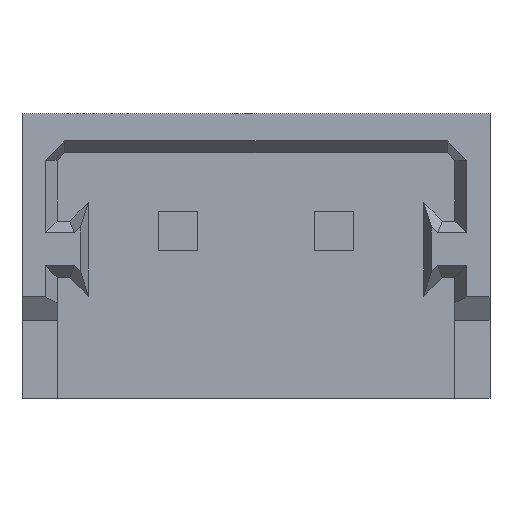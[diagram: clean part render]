
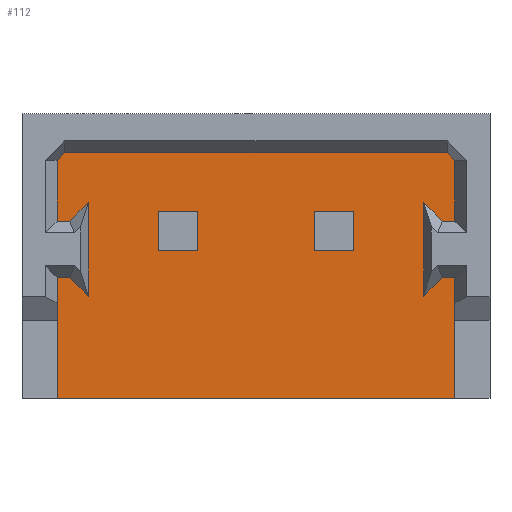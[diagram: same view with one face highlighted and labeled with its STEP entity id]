
A CAD part, front view. The second image highlights one B-rep face of the part: STEP entity #112.
In plain terms, the highlighted planar face has unit normal (0, -1, 0).
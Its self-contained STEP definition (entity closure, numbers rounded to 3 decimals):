
#112=ADVANCED_FACE('',(#272,#273,#274),#191,.T.);
#191=PLANE('',#1479);
#272=FACE_BOUND('',#278,.T.);
#273=FACE_BOUND('',#279,.T.);
#274=FACE_BOUND('',#280,.T.);
#278=EDGE_LOOP('',(#374,#375,#376,#377,#378,#379,#380,#381,#382,#383,#384,
#385,#386,#387,#388,#389,#390,#391,#392,#393));
#279=EDGE_LOOP('',(#394,#395,#396,#397));
#280=EDGE_LOOP('',(#398,#399,#400,#401));
#374=ORIENTED_EDGE('',*,*,#896,.F.);
#375=ORIENTED_EDGE('',*,*,#897,.T.);
#376=ORIENTED_EDGE('',*,*,#898,.F.);
#377=ORIENTED_EDGE('',*,*,#899,.F.);
#378=ORIENTED_EDGE('',*,*,#900,.F.);
#379=ORIENTED_EDGE('',*,*,#901,.T.);
#380=ORIENTED_EDGE('',*,*,#902,.F.);
#381=ORIENTED_EDGE('',*,*,#903,.F.);
#382=ORIENTED_EDGE('',*,*,#904,.F.);
#383=ORIENTED_EDGE('',*,*,#905,.F.);
#384=ORIENTED_EDGE('',*,*,#906,.F.);
#385=ORIENTED_EDGE('',*,*,#907,.F.);
#386=ORIENTED_EDGE('',*,*,#908,.F.);
#387=ORIENTED_EDGE('',*,*,#909,.T.);
#388=ORIENTED_EDGE('',*,*,#910,.F.);
#389=ORIENTED_EDGE('',*,*,#911,.F.);
#390=ORIENTED_EDGE('',*,*,#912,.F.);
#391=ORIENTED_EDGE('',*,*,#913,.F.);
#392=ORIENTED_EDGE('',*,*,#914,.F.);
#393=ORIENTED_EDGE('',*,*,#915,.F.);
#394=ORIENTED_EDGE('',*,*,#916,.T.);
#395=ORIENTED_EDGE('',*,*,#917,.T.);
#396=ORIENTED_EDGE('',*,*,#918,.T.);
#397=ORIENTED_EDGE('',*,*,#919,.T.);
#398=ORIENTED_EDGE('',*,*,#920,.T.);
#399=ORIENTED_EDGE('',*,*,#921,.T.);
#400=ORIENTED_EDGE('',*,*,#922,.T.);
#401=ORIENTED_EDGE('',*,*,#923,.T.);
#772=VERTEX_POINT('',#1951);
#773=VERTEX_POINT('',#1952);
#774=VERTEX_POINT('',#1954);
#775=VERTEX_POINT('',#1956);
#776=VERTEX_POINT('',#1958);
#777=VERTEX_POINT('',#1960);
#778=VERTEX_POINT('',#1962);
#779=VERTEX_POINT('',#1964);
#780=VERTEX_POINT('',#1966);
#781=VERTEX_POINT('',#1968);
#782=VERTEX_POINT('',#1970);
#783=VERTEX_POINT('',#1972);
#784=VERTEX_POINT('',#1974);
#785=VERTEX_POINT('',#1976);
#786=VERTEX_POINT('',#1978);
#787=VERTEX_POINT('',#1980);
#788=VERTEX_POINT('',#1982);
#789=VERTEX_POINT('',#1984);
#790=VERTEX_POINT('',#1986);
#791=VERTEX_POINT('',#1988);
#792=VERTEX_POINT('',#1991);
#793=VERTEX_POINT('',#1992);
#794=VERTEX_POINT('',#1994);
#795=VERTEX_POINT('',#1996);
#796=VERTEX_POINT('',#1999);
#797=VERTEX_POINT('',#2000);
#798=VERTEX_POINT('',#2002);
#799=VERTEX_POINT('',#2004);
#896=EDGE_CURVE('',#772,#773,#1095,.T.);
#897=EDGE_CURVE('',#772,#774,#1096,.T.);
#898=EDGE_CURVE('',#775,#774,#1097,.T.);
#899=EDGE_CURVE('',#776,#775,#1098,.T.);
#900=EDGE_CURVE('',#777,#776,#1099,.T.);
#901=EDGE_CURVE('',#777,#778,#1100,.T.);
#902=EDGE_CURVE('',#779,#778,#1101,.T.);
#903=EDGE_CURVE('',#780,#779,#1102,.T.);
#904=EDGE_CURVE('',#781,#780,#1103,.T.);
#905=EDGE_CURVE('',#782,#781,#1104,.T.);
#906=EDGE_CURVE('',#783,#782,#1105,.T.);
#907=EDGE_CURVE('',#784,#783,#1106,.T.);
#908=EDGE_CURVE('',#785,#784,#1107,.T.);
#909=EDGE_CURVE('',#785,#786,#1108,.T.);
#910=EDGE_CURVE('',#787,#786,#1109,.T.);
#911=EDGE_CURVE('',#788,#787,#1110,.T.);
#912=EDGE_CURVE('',#789,#788,#1111,.T.);
#913=EDGE_CURVE('',#790,#789,#1112,.T.);
#914=EDGE_CURVE('',#791,#790,#1113,.T.);
#915=EDGE_CURVE('',#773,#791,#1114,.T.);
#916=EDGE_CURVE('',#792,#793,#1115,.T.);
#917=EDGE_CURVE('',#793,#794,#1116,.T.);
#918=EDGE_CURVE('',#794,#795,#1117,.T.);
#919=EDGE_CURVE('',#795,#792,#1118,.T.);
#920=EDGE_CURVE('',#796,#797,#1119,.T.);
#921=EDGE_CURVE('',#797,#798,#1120,.T.);
#922=EDGE_CURVE('',#798,#799,#1121,.T.);
#923=EDGE_CURVE('',#799,#796,#1122,.T.);
#1095=LINE('',#1950,#1294);
#1096=LINE('',#1953,#1295);
#1097=LINE('',#1955,#1296);
#1098=LINE('',#1957,#1297);
#1099=LINE('',#1959,#1298);
#1100=LINE('',#1961,#1299);
#1101=LINE('',#1963,#1300);
#1102=LINE('',#1965,#1301);
#1103=LINE('',#1967,#1302);
#1104=LINE('',#1969,#1303);
#1105=LINE('',#1971,#1304);
#1106=LINE('',#1973,#1305);
#1107=LINE('',#1975,#1306);
#1108=LINE('',#1977,#1307);
#1109=LINE('',#1979,#1308);
#1110=LINE('',#1981,#1309);
#1111=LINE('',#1983,#1310);
#1112=LINE('',#1985,#1311);
#1113=LINE('',#1987,#1312);
#1114=LINE('',#1989,#1313);
#1115=LINE('',#1990,#1314);
#1116=LINE('',#1993,#1315);
#1117=LINE('',#1995,#1316);
#1118=LINE('',#1997,#1317);
#1119=LINE('',#1998,#1318);
#1120=LINE('',#2001,#1319);
#1121=LINE('',#2003,#1320);
#1122=LINE('',#2005,#1321);
#1294=VECTOR('',#1577,1.);
#1295=VECTOR('',#1578,1.);
#1296=VECTOR('',#1579,1.);
#1297=VECTOR('',#1580,1.);
#1298=VECTOR('',#1581,1.);
#1299=VECTOR('',#1582,1.);
#1300=VECTOR('',#1583,1.);
#1301=VECTOR('',#1584,1.);
#1302=VECTOR('',#1585,1.);
#1303=VECTOR('',#1586,1.);
#1304=VECTOR('',#1587,1.);
#1305=VECTOR('',#1588,1.);
#1306=VECTOR('',#1589,1.);
#1307=VECTOR('',#1590,1.);
#1308=VECTOR('',#1591,1.);
#1309=VECTOR('',#1592,1.);
#1310=VECTOR('',#1593,1.);
#1311=VECTOR('',#1594,1.);
#1312=VECTOR('',#1595,1.);
#1313=VECTOR('',#1596,1.);
#1314=VECTOR('',#1597,1.);
#1315=VECTOR('',#1598,1.);
#1316=VECTOR('',#1599,1.);
#1317=VECTOR('',#1600,1.);
#1318=VECTOR('',#1601,1.);
#1319=VECTOR('',#1602,1.);
#1320=VECTOR('',#1603,1.);
#1321=VECTOR('',#1604,1.);
#1479=AXIS2_PLACEMENT_3D('',#2006,#1605,#1606);
#1577=DIRECTION('',(0.,0.,-1.));
#1578=DIRECTION('',(-0.707,0.,0.707));
#1579=DIRECTION('',(1.,0.,0.));
#1580=DIRECTION('',(1.,0.,0.));
#1581=DIRECTION('',(1.,0.,0.));
#1582=DIRECTION('',(-0.707,0.,-0.707));
#1583=DIRECTION('',(0.,0.,1.));
#1584=DIRECTION('',(-1.,0.,0.));
#1585=DIRECTION('',(-0.707,0.,-0.707));
#1586=DIRECTION('',(0.,0.,1.));
#1587=DIRECTION('',(0.707,0.,-0.707));
#1588=DIRECTION('',(1.,0.,0.));
#1589=DIRECTION('',(0.,0.,1.));
#1590=DIRECTION('',(1.,0.,0.));
#1591=DIRECTION('',(0.,0.,-1.));
#1592=DIRECTION('',(1.,0.,0.));
#1593=DIRECTION('',(0.707,0.,0.707));
#1594=DIRECTION('',(0.,0.,-1.));
#1595=DIRECTION('',(-0.707,0.,0.707));
#1596=DIRECTION('',(-1.,0.,0.));
#1597=DIRECTION('',(-1.,0.,0.));
#1598=DIRECTION('',(0.,0.,1.));
#1599=DIRECTION('',(1.,0.,0.));
#1600=DIRECTION('',(0.,0.,-1.));
#1601=DIRECTION('',(-1.,0.,0.));
#1602=DIRECTION('',(0.,0.,1.));
#1603=DIRECTION('',(1.,0.,0.));
#1604=DIRECTION('',(0.,0.,-1.));
#1605=DIRECTION('',(0.,-1.,0.));
#1606=DIRECTION('',(0.,0.,-1.));
#1950=CARTESIAN_POINT('',(2.55,5.7,2.67));
#1951=CARTESIAN_POINT('',(2.55,5.7,3.45));
#1952=CARTESIAN_POINT('',(2.55,5.7,2.67));
#1953=CARTESIAN_POINT('',(3.,5.7,3.));
#1954=CARTESIAN_POINT('',(2.45,5.7,3.55));
#1955=CARTESIAN_POINT('',(2.55,5.7,3.55));
#1956=CARTESIAN_POINT('',(1.,5.7,3.55));
#1957=CARTESIAN_POINT('',(2.55,5.7,3.55));
#1958=CARTESIAN_POINT('',(-1.,5.7,3.55));
#1959=CARTESIAN_POINT('',(2.55,5.7,3.55));
#1960=CARTESIAN_POINT('',(-2.45,5.7,3.55));
#1961=CARTESIAN_POINT('',(-3.,5.7,3.));
#1962=CARTESIAN_POINT('',(-2.55,5.7,3.45));
#1963=CARTESIAN_POINT('',(-2.55,5.7,3.55));
#1964=CARTESIAN_POINT('',(-2.55,5.7,2.67));
#1965=CARTESIAN_POINT('',(-2.55,5.7,2.67));
#1966=CARTESIAN_POINT('',(-2.39,5.7,2.67));
#1967=CARTESIAN_POINT('',(-2.39,5.7,2.67));
#1968=CARTESIAN_POINT('',(-2.15,5.7,2.91));
#1969=CARTESIAN_POINT('',(-2.15,5.7,2.91));
#1970=CARTESIAN_POINT('',(-2.15,5.7,1.71));
#1971=CARTESIAN_POINT('',(-2.15,5.7,1.71));
#1972=CARTESIAN_POINT('',(-2.39,5.7,1.95));
#1973=CARTESIAN_POINT('',(-2.39,5.7,1.95));
#1974=CARTESIAN_POINT('',(-2.55,5.7,1.95));
#1975=CARTESIAN_POINT('',(-2.55,5.7,1.95));
#1976=CARTESIAN_POINT('',(-2.55,5.7,0.4));
#1977=CARTESIAN_POINT('',(-2.55,5.7,0.4));
#1978=CARTESIAN_POINT('',(2.55,5.7,0.4));
#1979=CARTESIAN_POINT('',(2.55,5.7,0.4));
#1980=CARTESIAN_POINT('',(2.55,5.7,1.95));
#1981=CARTESIAN_POINT('',(2.55,5.7,1.95));
#1982=CARTESIAN_POINT('',(2.39,5.7,1.95));
#1983=CARTESIAN_POINT('',(2.39,5.7,1.95));
#1984=CARTESIAN_POINT('',(2.15,5.7,1.71));
#1985=CARTESIAN_POINT('',(2.15,5.7,1.71));
#1986=CARTESIAN_POINT('',(2.15,5.7,2.91));
#1987=CARTESIAN_POINT('',(2.15,5.7,2.91));
#1988=CARTESIAN_POINT('',(2.39,5.7,2.67));
#1989=CARTESIAN_POINT('',(2.39,5.7,2.67));
#1990=CARTESIAN_POINT('',(0.,5.7,2.3));
#1991=CARTESIAN_POINT('',(1.25,5.7,2.3));
#1992=CARTESIAN_POINT('',(0.75,5.7,2.3));
#1993=CARTESIAN_POINT('',(0.75,5.7,0.));
#1994=CARTESIAN_POINT('',(0.75,5.7,2.8));
#1995=CARTESIAN_POINT('',(0.,5.7,2.8));
#1996=CARTESIAN_POINT('',(1.25,5.7,2.8));
#1997=CARTESIAN_POINT('',(1.25,5.7,0.));
#1998=CARTESIAN_POINT('',(0.,5.7,2.3));
#1999=CARTESIAN_POINT('',(-0.75,5.7,2.3));
#2000=CARTESIAN_POINT('',(-1.25,5.7,2.3));
#2001=CARTESIAN_POINT('',(-1.25,5.7,0.));
#2002=CARTESIAN_POINT('',(-1.25,5.7,2.8));
#2003=CARTESIAN_POINT('',(0.,5.7,2.8));
#2004=CARTESIAN_POINT('',(-0.75,5.7,2.8));
#2005=CARTESIAN_POINT('',(-0.75,5.7,0.));
#2006=CARTESIAN_POINT('',(0.,5.7,0.));
